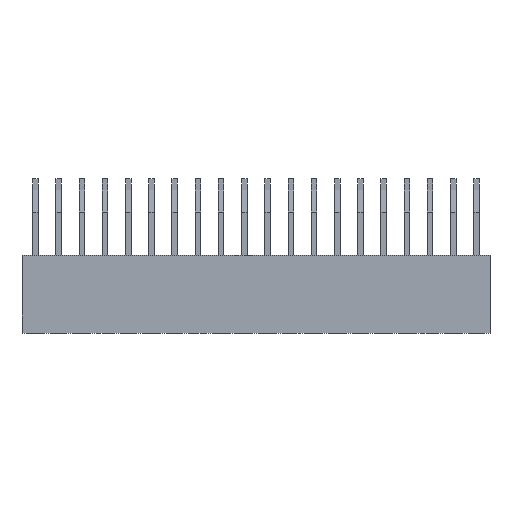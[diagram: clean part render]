
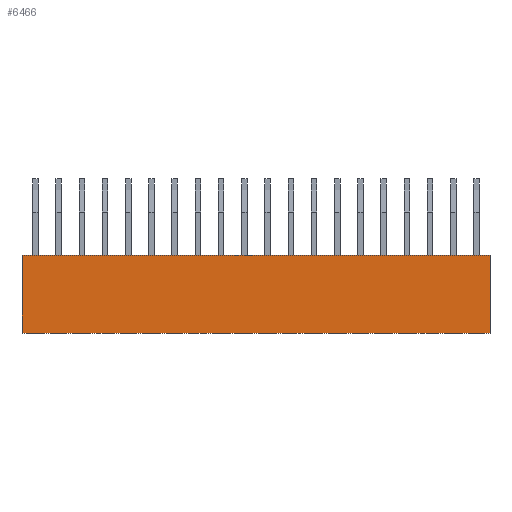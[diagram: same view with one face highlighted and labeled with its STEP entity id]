
A CAD part, top view. The second image highlights one B-rep face of the part: STEP entity #6466.
In plain terms, the highlighted planar face has unit normal (0, 0, 1).
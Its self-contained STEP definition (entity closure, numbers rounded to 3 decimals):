
#528=FACE_OUTER_BOUND('',#914,.T.);
#914=EDGE_LOOP('',(#5605,#5606,#5607,#5608));
#1025=LINE('',#8599,#1885);
#1813=LINE('',#10175,#2673);
#1814=LINE('',#10178,#2674);
#1815=LINE('',#10179,#2675);
#1885=VECTOR('',#6982,10.);
#2673=VECTOR('',#8402,10.);
#2674=VECTOR('',#8405,10.);
#2675=VECTOR('',#8406,10.);
#2721=VERTEX_POINT('',#8593);
#2723=VERTEX_POINT('',#8597);
#3195=VERTEX_POINT('',#10173);
#3196=VERTEX_POINT('',#10177);
#3265=EDGE_CURVE('',#2721,#2723,#1025,.T.);
#4053=EDGE_CURVE('',#2723,#3195,#1813,.T.);
#4054=EDGE_CURVE('',#3196,#3195,#1814,.T.);
#4055=EDGE_CURVE('',#2721,#3196,#1815,.T.);
#5605=ORIENTED_EDGE('',*,*,#3265,.T.);
#5606=ORIENTED_EDGE('',*,*,#4053,.T.);
#5607=ORIENTED_EDGE('',*,*,#4054,.F.);
#5608=ORIENTED_EDGE('',*,*,#4055,.F.);
#6120=PLANE('',#6830);
#6466=ADVANCED_FACE('',(#528),#6120,.T.);
#6830=AXIS2_PLACEMENT_3D('',#10176,#8403,#8404);
#6982=DIRECTION('',(1.,0.,0.));
#8402=DIRECTION('',(0.,1.,0.));
#8403=DIRECTION('center_axis',(0.,0.,1.));
#8404=DIRECTION('ref_axis',(1.,0.,0.));
#8405=DIRECTION('',(1.,0.,0.));
#8406=DIRECTION('',(0.,1.,0.));
#8593=CARTESIAN_POINT('',(-25.6,0.,2.5));
#8597=CARTESIAN_POINT('',(25.6,0.,2.5));
#8599=CARTESIAN_POINT('',(-25.6,0.,2.5));
#10173=CARTESIAN_POINT('',(25.6,8.5,2.5));
#10175=CARTESIAN_POINT('',(25.6,0.,2.5));
#10176=CARTESIAN_POINT('Origin',(-25.6,0.,2.5));
#10177=CARTESIAN_POINT('',(-25.6,8.5,2.5));
#10178=CARTESIAN_POINT('',(-25.6,8.5,2.5));
#10179=CARTESIAN_POINT('',(-25.6,0.,2.5));
